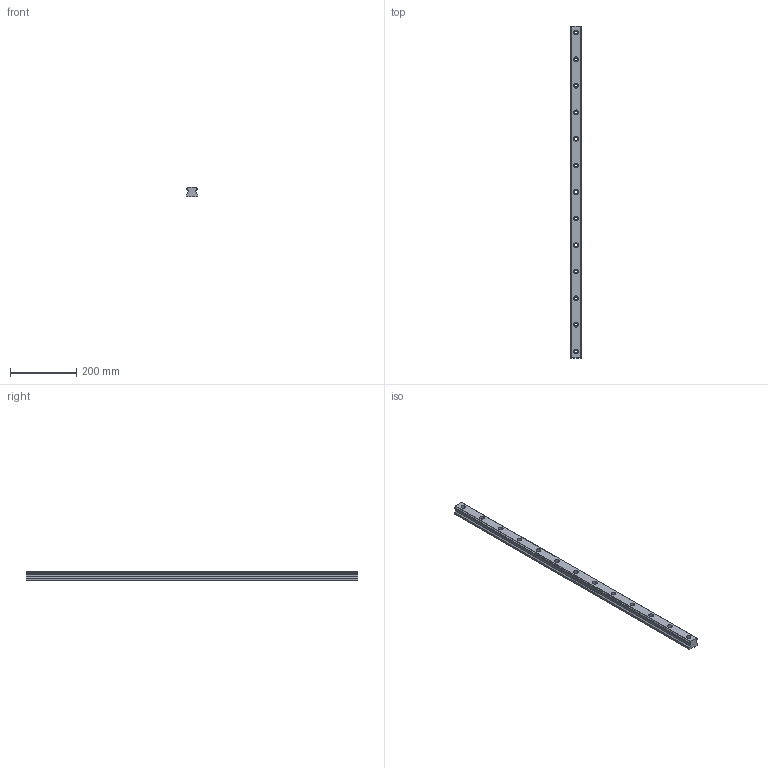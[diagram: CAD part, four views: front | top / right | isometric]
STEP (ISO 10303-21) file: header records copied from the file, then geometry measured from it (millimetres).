
FILE_DESCRIPTION (( 'STEP AP203' ), '1' );
FILE_NAME ('H35-1000L.step', '2021-02-18T17:49:00', ( '' ), ( '' ), 'SwSTEP 2.0', 'SolidWorks 2019', '' );
FILE_SCHEMA (( 'CONFIG_CONTROL_DESIGN' ));
Length unit declared in the file: millimetre
Products named in the file (1): H35-1000L
Bounding box: 34 x 1000 x 29 mm (x, y, z)
Volume: 811162.1 mm3; surface area: 142676.3 mm2
Topology: 1 solids, 1 shells, 142 faces, 420 edges, 280 vertices
Faces by surface type: plane 82, cylinder 60
Entity records: 4945 total; most frequent: CARTESIAN_POINT 999, ORIENTED_EDGE 840, DIRECTION 826, EDGE_CURVE 420, AXIS2_PLACEMENT_3D 315, VERTEX_POINT 280, VECTOR 196, LINE 196
